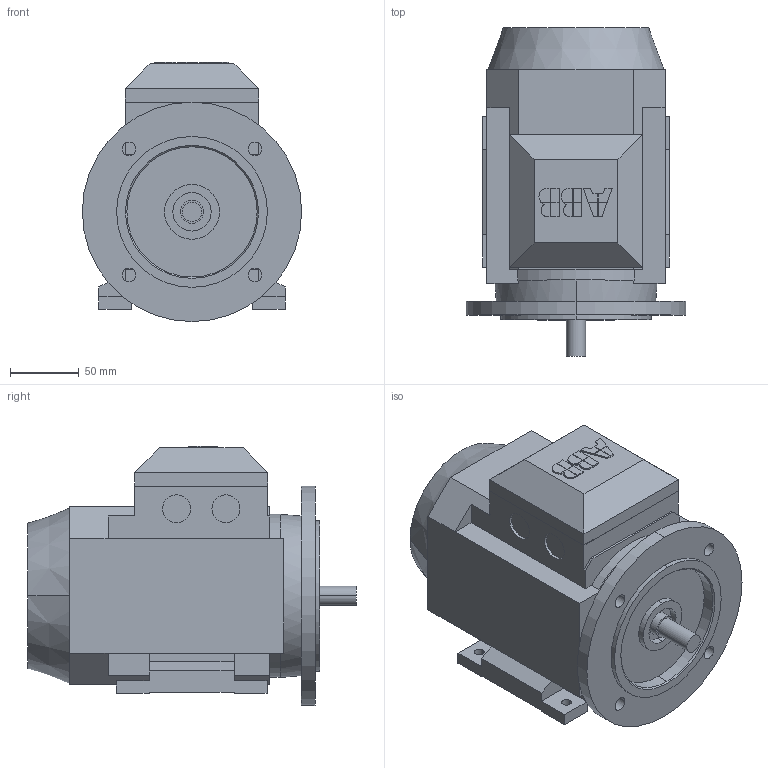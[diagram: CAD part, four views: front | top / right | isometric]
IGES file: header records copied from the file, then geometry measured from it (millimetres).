
Global section: file name: No Iges File Name specified; native system: Autodesk Inventor 2010; preprocessor: AutoDesk Inventor Iges Exporter R2010; author: esu00058; date: 20101214.075636; units: millimetre
Bounding box: 160 x 239.5 x 189 mm (x, y, z)
Volume: 3444893.7 mm3; surface area: 179566.3 mm2
Topology: 1 solids, 1 shells, 201 faces, 512 edges, 338 vertices
Faces by surface type: plane 122, bspline 41, revolution 22, cylinder 12, cone 4
